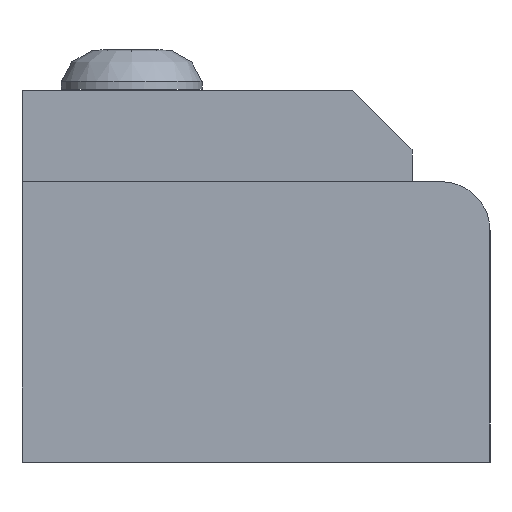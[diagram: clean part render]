
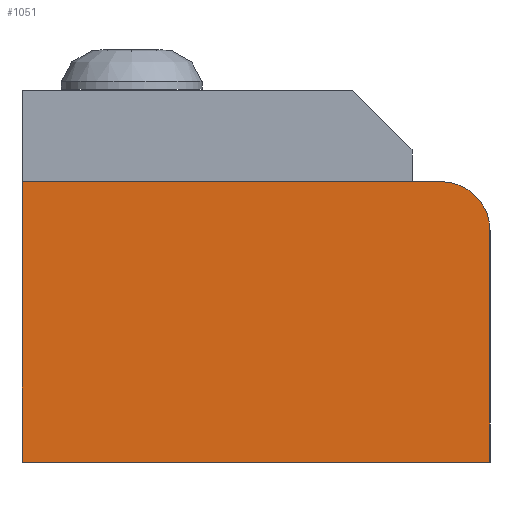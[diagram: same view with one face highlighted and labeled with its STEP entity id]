
A CAD part, left-side view. The second image highlights one B-rep face of the part: STEP entity #1051.
In plain terms, the highlighted planar face has unit normal (-1, 0, 0).
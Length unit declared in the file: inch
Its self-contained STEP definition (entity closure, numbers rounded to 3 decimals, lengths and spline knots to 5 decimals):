
#848=CARTESIAN_POINT('',(-6.45123,1.24578,-0.34695));
#849=VERTEX_POINT('',#848);
#850=CARTESIAN_POINT('',(-6.45123,1.24578,0.37205));
#851=VERTEX_POINT('',#850);
#852=CARTESIAN_POINT('',(-6.45123,1.24578,-0.34695));
#853=DIRECTION('',(0.0,0.0,1.0));
#854=VECTOR('',#853,0.719);
#855=LINE('',#852,#854);
#856=EDGE_CURVE('',#849,#851,#855,.T.);
#891=CARTESIAN_POINT('',(-6.45123,0.17078,0.37205));
#892=VERTEX_POINT('',#891);
#893=CARTESIAN_POINT('',(-6.45123,1.24578,0.37205));
#894=DIRECTION('',(0.0,-1.0,0.0));
#895=VECTOR('',#894,1.075);
#896=LINE('',#893,#895);
#897=EDGE_CURVE('',#851,#892,#896,.T.);
#940=CARTESIAN_POINT('',(-6.45123,0.04578,0.24705));
#941=VERTEX_POINT('',#940);
#942=CARTESIAN_POINT('',(-6.45123,0.17078,0.24705));
#943=DIRECTION('',(1.0,0.0,0.0));
#944=DIRECTION('',(0.0,-0.707,0.707));
#945=AXIS2_PLACEMENT_3D('',#942,#943,#944);
#946=CIRCLE('',#945,0.125);
#947=EDGE_CURVE('',#892,#941,#946,.T.);
#973=CARTESIAN_POINT('',(-6.45123,0.04578,-0.34695));
#974=VERTEX_POINT('',#973);
#975=CARTESIAN_POINT('',(-6.45123,0.04578,0.24705));
#976=DIRECTION('',(0.0,0.0,-1.0));
#977=VECTOR('',#976,0.594);
#978=LINE('',#975,#977);
#979=EDGE_CURVE('',#941,#974,#978,.T.);
#1004=CARTESIAN_POINT('',(-6.45123,0.04578,-0.34695));
#1005=DIRECTION('',(0.0,1.0,0.0));
#1006=VECTOR('',#1005,1.2);
#1007=LINE('',#1004,#1006);
#1008=EDGE_CURVE('',#974,#849,#1007,.T.);
#1039=CARTESIAN_POINT('',(-6.45123,0.65467,0.00707));
#1040=DIRECTION('',(-1.0,0.0,0.0));
#1041=DIRECTION('',(0.0,0.0,1.0));
#1042=AXIS2_PLACEMENT_3D('',#1039,#1040,#1041);
#1043=PLANE('',#1042);
#1044=ORIENTED_EDGE('',*,*,#856,.F.);
#1045=ORIENTED_EDGE('',*,*,#1008,.F.);
#1046=ORIENTED_EDGE('',*,*,#979,.F.);
#1047=ORIENTED_EDGE('',*,*,#947,.F.);
#1048=ORIENTED_EDGE('',*,*,#897,.F.);
#1049=EDGE_LOOP('',(#1044,#1045,#1046,#1047,#1048));
#1050=FACE_OUTER_BOUND('',#1049,.T.);
#1051=ADVANCED_FACE('',(#1050),#1043,.T.);
